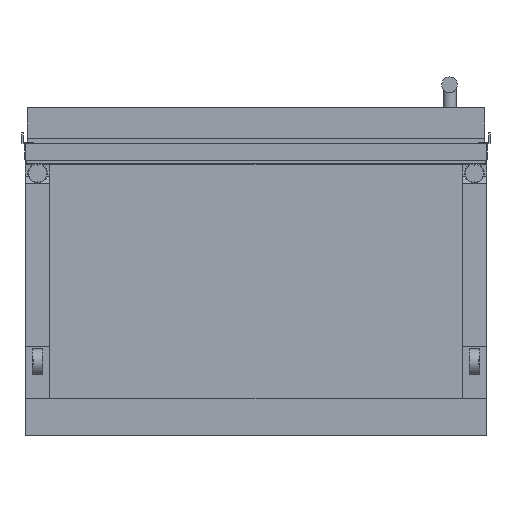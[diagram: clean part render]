
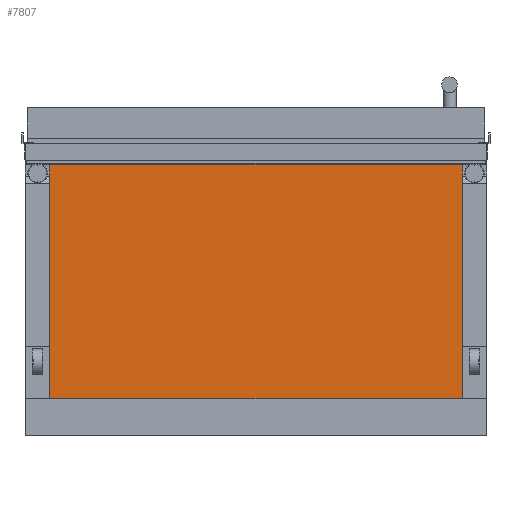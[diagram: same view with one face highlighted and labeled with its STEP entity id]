
A CAD part, front view. The second image highlights one B-rep face of the part: STEP entity #7807.
In plain terms, the highlighted planar face has unit normal (0, -1, 0).
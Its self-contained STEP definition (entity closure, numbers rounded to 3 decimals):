
#67 = CARTESIAN_POINT ( 'NONE',  ( -396., -928.35, -210.4 ) ) ;
#449 = VECTOR ( 'NONE', #706, 1000. ) ;
#706 = DIRECTION ( 'NONE',  ( 1., 0., 0. ) ) ;
#904 = VECTOR ( 'NONE', #15519, 1000. ) ;
#1283 = VERTEX_POINT ( 'NONE', #13283 ) ;
#2039 = CARTESIAN_POINT ( 'NONE',  ( -396., -928.35, 240. ) ) ;
#2542 = LINE ( 'NONE', #13075, #15666 ) ;
#2562 = LINE ( 'NONE', #13965, #3384 ) ;
#2684 = DIRECTION ( 'NONE',  ( 0., 0., 1. ) ) ;
#2792 = DIRECTION ( 'NONE',  ( 0., 0., 1. ) ) ;
#2949 = CARTESIAN_POINT ( 'NONE',  ( 396., -928.35, -280. ) ) ;
#3165 = VERTEX_POINT ( 'NONE', #2039 ) ;
#3384 = VECTOR ( 'NONE', #2684, 1000. ) ;
#3489 = CARTESIAN_POINT ( 'NONE',  ( 443., -928.35, -210.4 ) ) ;
#4949 = VERTEX_POINT ( 'NONE', #10017 ) ;
#6523 = LINE ( 'NONE', #10370, #904 ) ;
#6771 = PLANE ( 'NONE',  #12455 ) ;
#6792 = ORIENTED_EDGE ( 'NONE', *, *, #12566, .F. ) ;
#7724 = FACE_OUTER_BOUND ( 'NONE', #9686, .T. ) ;
#7764 = EDGE_CURVE ( 'NONE', #4949, #1283, #2542, .T. ) ;
#7807 = ADVANCED_FACE ( 'NONE', ( #7724 ), #6771, .F. ) ;
#9520 = ORIENTED_EDGE ( 'NONE', *, *, #7764, .T. ) ;
#9686 = EDGE_LOOP ( 'NONE', ( #10274, #14676, #9520, #6792 ) ) ;
#10017 = CARTESIAN_POINT ( 'NONE',  ( 396., -928.35, -210.4 ) ) ;
#10274 = ORIENTED_EDGE ( 'NONE', *, *, #16025, .F. ) ;
#10370 = CARTESIAN_POINT ( 'NONE',  ( 396., -928.35, 240. ) ) ;
#10425 = LINE ( 'NONE', #3489, #449 ) ;
#11847 = DIRECTION ( 'NONE',  ( 0., 1., 0. ) ) ;
#12455 = AXIS2_PLACEMENT_3D ( 'NONE', #2949, #11847, #2792 ) ;
#12549 = VERTEX_POINT ( 'NONE', #67 ) ;
#12566 = EDGE_CURVE ( 'NONE', #3165, #1283, #6523, .T. ) ;
#13075 = CARTESIAN_POINT ( 'NONE',  ( 396., -928.35, -280. ) ) ;
#13283 = CARTESIAN_POINT ( 'NONE',  ( 396., -928.35, 240. ) ) ;
#13965 = CARTESIAN_POINT ( 'NONE',  ( -396., -928.35, -280. ) ) ;
#14445 = EDGE_CURVE ( 'NONE', #12549, #4949, #10425, .T. ) ;
#14676 = ORIENTED_EDGE ( 'NONE', *, *, #14445, .T. ) ;
#15519 = DIRECTION ( 'NONE',  ( 1., 0., 0. ) ) ;
#15561 = DIRECTION ( 'NONE',  ( 0., 0., 1. ) ) ;
#15666 = VECTOR ( 'NONE', #15561, 1000. ) ;
#16025 = EDGE_CURVE ( 'NONE', #12549, #3165, #2562, .T. ) ;
